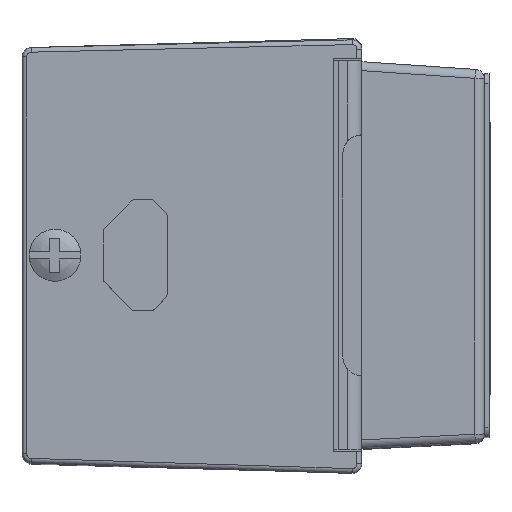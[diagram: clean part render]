
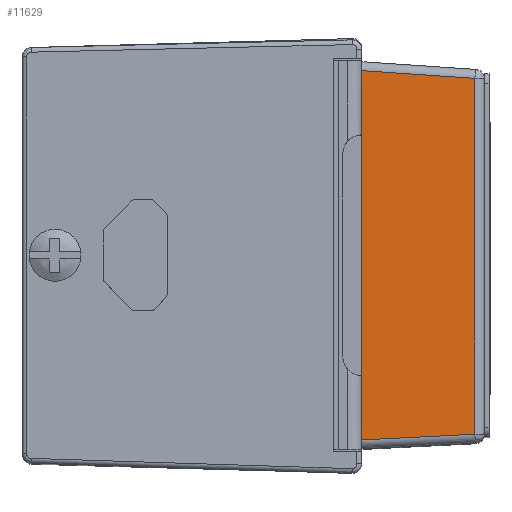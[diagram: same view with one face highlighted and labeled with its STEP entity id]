
A CAD part, top view. The second image highlights one B-rep face of the part: STEP entity #11629.
In plain terms, the highlighted planar face has unit normal (0, 0, 1).
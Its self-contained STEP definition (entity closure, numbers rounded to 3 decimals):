
#5175=DIRECTION('',(0.,-1.,0.));
#5176=VECTOR('',#5175,25.5);
#5177=CARTESIAN_POINT('',(18.,12.75,37.1));
#5178=LINE('',#5177,#5176);
#5187=DIRECTION('',(0.998,-0.068,0.));
#5188=VECTOR('',#5187,12.028);
#5189=CARTESIAN_POINT('',(18.,19.574,37.1));
#5190=LINE('',#5189,#5188);
#5191=DIRECTION('',(0.,-1.,0.));
#5192=VECTOR('',#5191,37.722);
#5193=CARTESIAN_POINT('',(30.,18.76,37.1));
#5194=LINE('',#5193,#5192);
#5195=DIRECTION('',(0.999,0.05,0.));
#5196=VECTOR('',#5195,12.015);
#5197=CARTESIAN_POINT('',(18.,-19.566,37.1));
#5198=LINE('',#5197,#5196);
#5199=DIRECTION('',(0.,-1.,0.));
#5200=VECTOR('',#5199,6.816);
#5201=CARTESIAN_POINT('',(18.,-12.75,37.1));
#5202=LINE('',#5201,#5200);
#5203=DIRECTION('',(0.,-1.,0.));
#5204=VECTOR('',#5203,6.824);
#5205=CARTESIAN_POINT('',(18.,19.574,37.1));
#5206=LINE('',#5205,#5204);
#5434=CARTESIAN_POINT('',(30.,-18.962,37.1));
#6280=CARTESIAN_POINT('',(18.,12.75,37.1));
#6281=VERTEX_POINT('',#6280);
#6282=CARTESIAN_POINT('',(18.,-12.75,37.1));
#6283=VERTEX_POINT('',#6282);
#6619=CARTESIAN_POINT('',(18.,19.574,37.1));
#6620=CARTESIAN_POINT('',(30.,18.76,37.1));
#6621=VERTEX_POINT('',#6619);
#6622=VERTEX_POINT('',#6620);
#6626=VERTEX_POINT('',#5434);
#6629=CARTESIAN_POINT('',(18.,-19.566,37.1));
#6630=VERTEX_POINT('',#6629);
#11613=CARTESIAN_POINT('',(0.,0.,37.1));
#11614=DIRECTION('',(0.,0.,1.));
#11615=DIRECTION('',(-1.,0.,0.));
#11616=AXIS2_PLACEMENT_3D('',#11613,#11614,#11615);
#11617=PLANE('',#11616);
#11619=ORIENTED_EDGE('',*,*,#11618,.T.);
#11621=ORIENTED_EDGE('',*,*,#11620,.T.);
#11623=ORIENTED_EDGE('',*,*,#11622,.F.);
#11624=ORIENTED_EDGE('',*,*,#10908,.F.);
#11625=ORIENTED_EDGE('',*,*,#11604,.F.);
#11626=ORIENTED_EDGE('',*,*,#10924,.F.);
#11627=EDGE_LOOP('',(#11619,#11621,#11623,#11624,#11625,#11626));
#11628=FACE_OUTER_BOUND('',#11627,.F.);
#11629=ADVANCED_FACE('',(#11628),#11617,.T.);
#10908=EDGE_CURVE('',#6283,#6630,#5202,.T.);
#10924=EDGE_CURVE('',#6621,#6281,#5206,.T.);
#11604=EDGE_CURVE('',#6281,#6283,#5178,.T.);
#11618=EDGE_CURVE('',#6621,#6622,#5190,.T.);
#11620=EDGE_CURVE('',#6622,#6626,#5194,.T.);
#11622=EDGE_CURVE('',#6630,#6626,#5198,.T.);
